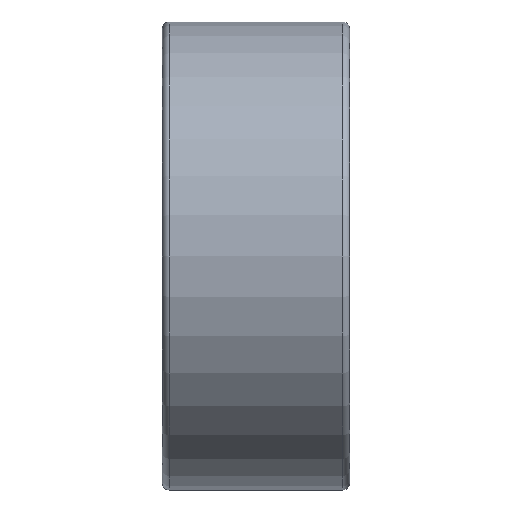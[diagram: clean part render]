
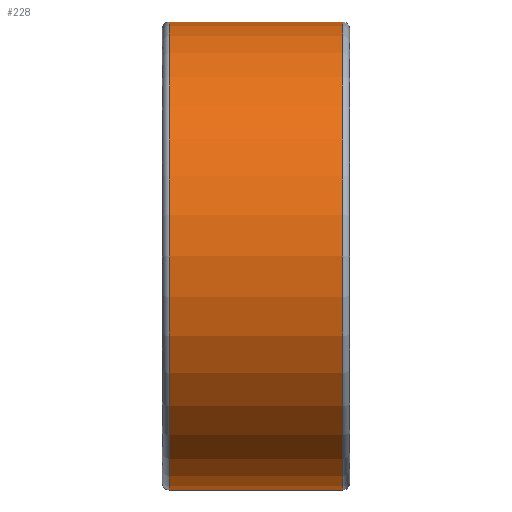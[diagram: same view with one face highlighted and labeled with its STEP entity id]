
A CAD part, front view. The second image highlights one B-rep face of the part: STEP entity #228.
In plain terms, the highlighted cylindrical face has radius 11 mm (diameter 22 mm), a full revolution.
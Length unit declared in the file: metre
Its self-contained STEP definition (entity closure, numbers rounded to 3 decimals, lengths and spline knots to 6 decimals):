
#228 = ADVANCED_FACE( '', ( #299, #300 ), #301, .T. );
#299 = FACE_OUTER_BOUND( '', #402, .T. );
#300 = FACE_OUTER_BOUND( '', #403, .T. );
#301 = CYLINDRICAL_SURFACE( '', #404, 0.011 );
#402 = EDGE_LOOP( '', ( #540 ) );
#403 = EDGE_LOOP( '', ( #541 ) );
#404 = AXIS2_PLACEMENT_3D( '', #542, #543, #544 );
#540 = ORIENTED_EDGE( '', *, *, #636, .F. );
#541 = ORIENTED_EDGE( '', *, *, #637, .T. );
#542 = CARTESIAN_POINT( '', ( 0.11, 0., 0. ) );
#543 = DIRECTION( '', ( 1., 0., 0. ) );
#544 = DIRECTION( '', ( 0., 0., -1. ) );
#636 = EDGE_CURVE( '', #691, #691, #692, .T. );
#637 = EDGE_CURVE( '', #693, #693, #694, .T. );
#691 = VERTEX_POINT( '', #755 );
#692 = CIRCLE( '', #756, 0.011 );
#693 = VERTEX_POINT( '', #757 );
#694 = CIRCLE( '', #758, 0.011 );
#755 = CARTESIAN_POINT( '', ( 0.00847, 0., -0.011 ) );
#756 = AXIS2_PLACEMENT_3D( '', #837, #838, #839 );
#757 = CARTESIAN_POINT( '', ( 0.00033, 0., -0.011 ) );
#758 = AXIS2_PLACEMENT_3D( '', #840, #841, #842 );
#837 = CARTESIAN_POINT( '', ( 0.00847, 0., 0. ) );
#838 = DIRECTION( '', ( 1., 0., 0. ) );
#839 = DIRECTION( '', ( 0., 0., -1. ) );
#840 = CARTESIAN_POINT( '', ( 0.00033, 0., 0. ) );
#841 = DIRECTION( '', ( 1., 0., 0. ) );
#842 = DIRECTION( '', ( 0., 0., -1. ) );
